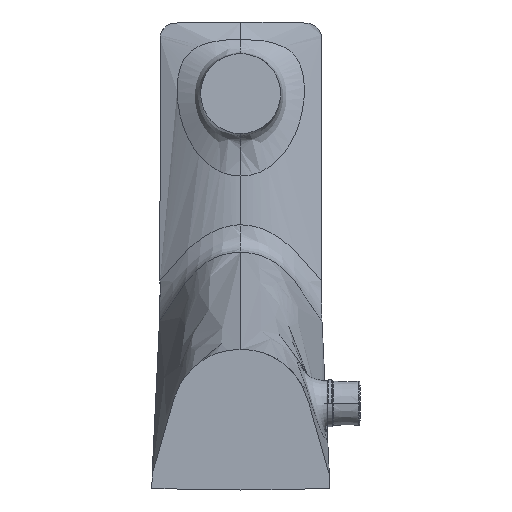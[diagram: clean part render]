
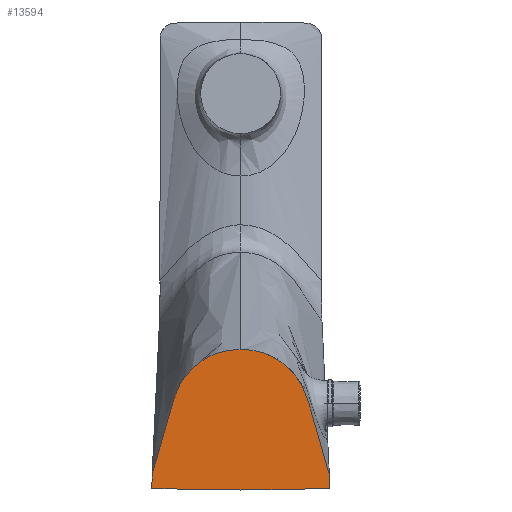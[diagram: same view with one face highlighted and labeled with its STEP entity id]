
A CAD part, front view. The second image highlights one B-rep face of the part: STEP entity #13594.
In plain terms, the highlighted planar face has unit normal (0, -1, 0).
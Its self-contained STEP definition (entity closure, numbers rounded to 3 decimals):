
#62 = CARTESIAN_POINT ( 'NONE',  ( -23.679, 0., 3.27 ) ) ;
#683 = CARTESIAN_POINT ( 'NONE',  ( 32.103, 0., -25.931 ) ) ;
#987 = CARTESIAN_POINT ( 'NONE',  ( 21.463, 0., -31.264 ) ) ;
#1432 = CARTESIAN_POINT ( 'NONE',  ( 23.109, 0., 4.489 ) ) ;
#1498 = CARTESIAN_POINT ( 'NONE',  ( 9.958, 0., 17.634 ) ) ;
#1614 = LINE ( 'NONE', #9601, #10594 ) ;
#1846 = CARTESIAN_POINT ( 'NONE',  ( -26.982, 0., -8.094 ) ) ;
#1891 = DIRECTION ( 'NONE',  ( -0.017, 0., 1. ) ) ;
#2639 = AXIS2_PLACEMENT_3D ( 'NONE', #2736, #8151, #20732 ) ;
#2736 = CARTESIAN_POINT ( 'NONE',  ( -5.185, 0., -11.189 ) ) ;
#2866 = B_SPLINE_CURVE_WITH_KNOTS ( 'NONE', 3,
 ( #9081, #12524, #14317, #3588, #16136, #5368, #17952, #7173, #19757, #8980, #21565, #10784, #62, #12595, #1846, #14390, #3663, #16213 ),
 .UNSPECIFIED., .F., .F.,
 ( 4, 3, 1, 1, 1, 1, 1, 1, 1, 1, 1, 1, 1, 4 ),
 ( 0., 0., 0.007, 0.013, 0.016, 0.02, 0.023, 0.025, 0.031, 0.035, 0.04, 0.045, 0.053, 0.06 ),
 .UNSPECIFIED. ) ;
#3079 = ORIENTED_EDGE ( 'NONE', *, *, #18972, .T. ) ;
#3166 = CARTESIAN_POINT ( 'NONE',  ( 30.713, 0., -21.045 ) ) ;
#3238 = CARTESIAN_POINT ( 'NONE',  ( 21.406, 0., 7.852 ) ) ;
#3313 = CARTESIAN_POINT ( 'NONE',  ( 8.156, 0., 18.293 ) ) ;
#3585 = CARTESIAN_POINT ( 'NONE',  ( -21.464, 0., -31.264 ) ) ;
#3588 = CARTESIAN_POINT ( 'NONE',  ( 0., 0., 19.493 ) ) ;
#3660 = VERTEX_POINT ( 'NONE', #16551 ) ;
#3663 = CARTESIAN_POINT ( 'NONE',  ( -31.202, 0., -22.785 ) ) ;
#4577 = B_SPLINE_CURVE_WITH_KNOTS ( 'NONE', 3,
 ( #18311, #22903, #3166, #15716, #4960, #17532, #6746, #19345, #8570, #21156, #10384, #22979, #12179, #1432, #13983, #3238, #15785, #5029, #17605, #6813, #19417, #8644, #21221, #10452, #23050, #12248, #1498, #14052, #3313, #15858, #5099, #17675, #6889, #19481 ),
 .UNSPECIFIED., .F., .F.,
 ( 4, 2, 2, 2, 2, 2, 2, 2, 2, 2, 2, 2, 2, 2, 2, 2, 4 ),
 ( 0., 0.008, 0.015, 0.019, 0.023, 0.027, 0.03, 0.034, 0.038, 0.042, 0.044, 0.046, 0.05, 0.051, 0.053, 0.057, 0.061 ),
 .UNSPECIFIED. ) ;
#4952 = EDGE_CURVE ( 'NONE', #7722, #22261, #5703, .T. ) ;
#4960 = CARTESIAN_POINT ( 'NONE',  ( 28.618, 0., -13.72 ) ) ;
#5029 = CARTESIAN_POINT ( 'NONE',  ( 19.128, 0., 10.927 ) ) ;
#5099 = CARTESIAN_POINT ( 'NONE',  ( 5.085, 0., 19.081 ) ) ;
#5368 = CARTESIAN_POINT ( 'NONE',  ( -5.523, 0., 19.156 ) ) ;
#5703 = LINE ( 'NONE', #14437, #15276 ) ;
#6746 = CARTESIAN_POINT ( 'NONE',  ( 27.218, 0., -8.837 ) ) ;
#6813 = CARTESIAN_POINT ( 'NONE',  ( 16.874, 0., 13.19 ) ) ;
#6889 = CARTESIAN_POINT ( 'NONE',  ( 1.282, 0., 19.492 ) ) ;
#7129 = ORIENTED_EDGE ( 'NONE', *, *, #8403, .F. ) ;
#7173 = CARTESIAN_POINT ( 'NONE',  ( -12.983, 0., 16.183 ) ) ;
#7722 = VERTEX_POINT ( 'NONE', #9195 ) ;
#7973 = CARTESIAN_POINT ( 'NONE',  ( 0., 0., -31.433 ) ) ;
#8151 = DIRECTION ( 'NONE',  ( 0., 1., 0. ) ) ;
#8403 = EDGE_CURVE ( 'NONE', #9936, #3660, #21155, .T. ) ;
#8570 = CARTESIAN_POINT ( 'NONE',  ( 26.193, 0., -5.168 ) ) ;
#8644 = CARTESIAN_POINT ( 'NONE',  ( 15.411, 0., 14.43 ) ) ;
#8980 = CARTESIAN_POINT ( 'NONE',  ( -17.17, 0., 12.941 ) ) ;
#9081 = CARTESIAN_POINT ( 'NONE',  ( 0., 0., 19.494 ) ) ;
#9195 = CARTESIAN_POINT ( 'NONE',  ( 32.19, 0., -30.932 ) ) ;
#9530 = ORIENTED_EDGE ( 'NONE', *, *, #17044, .T. ) ;
#9601 = CARTESIAN_POINT ( 'NONE',  ( -32.147, 0., -28.431 ) ) ;
#9936 = VERTEX_POINT ( 'NONE', #7973 ) ;
#10384 = CARTESIAN_POINT ( 'NONE',  ( 25.164, 0., -1.5 ) ) ;
#10452 = CARTESIAN_POINT ( 'NONE',  ( 13.355, 0., 15.913 ) ) ;
#10594 = VECTOR ( 'NONE', #20363, 1000. ) ;
#10642 = CARTESIAN_POINT ( 'NONE',  ( 0., 0., -31.433 ) ) ;
#10708 = CARTESIAN_POINT ( 'NONE',  ( -10.734, 0., -31.442 ) ) ;
#10784 = CARTESIAN_POINT ( 'NONE',  ( -21.631, 0., 7.766 ) ) ;
#11387 = ORIENTED_EDGE ( 'NONE', *, *, #14903, .T. ) ;
#11432 = FACE_OUTER_BOUND ( 'NONE', #18258, .T. ) ;
#12179 = CARTESIAN_POINT ( 'NONE',  ( 24.015, 0., 2.133 ) ) ;
#12248 = CARTESIAN_POINT ( 'NONE',  ( 10.547, 0., 17.38 ) ) ;
#12524 = CARTESIAN_POINT ( 'NONE',  ( 0., 0., 19.493 ) ) ;
#12595 = CARTESIAN_POINT ( 'NONE',  ( -25.182, 0., -1.45 ) ) ;
#13440 = B_SPLINE_CURVE_WITH_KNOTS ( 'NONE', 3,
 ( #18739, #20701, #987, #13537 ),
 .UNSPECIFIED., .F., .F.,
 ( 4, 4 ),
 ( 0., 0.032 ),
 .UNSPECIFIED. ) ;
#13537 = CARTESIAN_POINT ( 'NONE',  ( 32.19, 0., -30.932 ) ) ;
#13594 = ADVANCED_FACE ( 'NONE', ( #11432 ), #15279, .F. ) ;
#13983 = CARTESIAN_POINT ( 'NONE',  ( 22.603, 0., 5.641 ) ) ;
#14052 = CARTESIAN_POINT ( 'NONE',  ( 8.76, 0., 18.091 ) ) ;
#14317 = CARTESIAN_POINT ( 'NONE',  ( 0., 0., 19.493 ) ) ;
#14390 = CARTESIAN_POINT ( 'NONE',  ( -29.306, 0., -16.045 ) ) ;
#14437 = CARTESIAN_POINT ( 'NONE',  ( 32.146, 0., -28.431 ) ) ;
#14548 = CARTESIAN_POINT ( 'NONE',  ( 0., 0., 19.494 ) ) ;
#14903 = EDGE_CURVE ( 'NONE', #9936, #7722, #13440, .T. ) ;
#15276 = VECTOR ( 'NONE', #1891, 1000. ) ;
#15279 = PLANE ( 'NONE',  #2639 ) ;
#15716 = CARTESIAN_POINT ( 'NONE',  ( 29.323, 0., -16.159 ) ) ;
#15785 = CARTESIAN_POINT ( 'NONE',  ( 20.712, 0., 8.909 ) ) ;
#15858 = CARTESIAN_POINT ( 'NONE',  ( 6.327, 0., 18.825 ) ) ;
#16132 = CARTESIAN_POINT ( 'NONE',  ( -32.191, 0., -30.932 ) ) ;
#16136 = CARTESIAN_POINT ( 'NONE',  ( -1.971, 0., 19.493 ) ) ;
#16213 = CARTESIAN_POINT ( 'NONE',  ( -32.104, 0., -25.931 ) ) ;
#16551 = CARTESIAN_POINT ( 'NONE',  ( -32.191, 0., -30.932 ) ) ;
#16873 = ORIENTED_EDGE ( 'NONE', *, *, #4952, .T. ) ;
#17044 = EDGE_CURVE ( 'NONE', #23066, #3660, #1614, .T. ) ;
#17274 = ORIENTED_EDGE ( 'NONE', *, *, #18581, .T. ) ;
#17532 = CARTESIAN_POINT ( 'NONE',  ( 27.567, 0., -10.058 ) ) ;
#17605 = CARTESIAN_POINT ( 'NONE',  ( 18.263, 0., 11.867 ) ) ;
#17675 = CARTESIAN_POINT ( 'NONE',  ( 2.565, 0., 19.414 ) ) ;
#17952 = CARTESIAN_POINT ( 'NONE',  ( -9.752, 0., 17.823 ) ) ;
#18078 = VERTEX_POINT ( 'NONE', #14548 ) ;
#18258 = EDGE_LOOP ( 'NONE', ( #11387, #16873, #17274, #3079, #9530, #7129 ) ) ;
#18311 = CARTESIAN_POINT ( 'NONE',  ( 32.103, 0., -25.931 ) ) ;
#18581 = EDGE_CURVE ( 'NONE', #22261, #18078, #4577, .T. ) ;
#18739 = CARTESIAN_POINT ( 'NONE',  ( 0., 0., -31.433 ) ) ;
#18972 = EDGE_CURVE ( 'NONE', #18078, #23066, #2866, .T. ) ;
#19345 = CARTESIAN_POINT ( 'NONE',  ( 26.53, 0., -6.392 ) ) ;
#19417 = CARTESIAN_POINT ( 'NONE',  ( 16.394, 0., 13.617 ) ) ;
#19481 = CARTESIAN_POINT ( 'NONE',  ( 0., 0., 19.494 ) ) ;
#19757 = CARTESIAN_POINT ( 'NONE',  ( -15.272, 0., 14.596 ) ) ;
#20363 = DIRECTION ( 'NONE',  ( -0.017, 0., -1. ) ) ;
#20701 = CARTESIAN_POINT ( 'NONE',  ( 10.733, 0., -31.442 ) ) ;
#20732 = DIRECTION ( 'NONE',  ( -1., 0., 0. ) ) ;
#21155 = B_SPLINE_CURVE_WITH_KNOTS ( 'NONE', 3,
 ( #10642, #10708, #3585, #16132 ),
 .UNSPECIFIED., .F., .F.,
 ( 4, 4 ),
 ( 0., 0.032 ),
 .UNSPECIFIED. ) ;
#21156 = CARTESIAN_POINT ( 'NONE',  ( 25.511, 0., -2.721 ) ) ;
#21221 = CARTESIAN_POINT ( 'NONE',  ( 14.907, 0., 14.817 ) ) ;
#21565 = CARTESIAN_POINT ( 'NONE',  ( -19.354, 0., 10.74 ) ) ;
#22261 = VERTEX_POINT ( 'NONE', #683 ) ;
#22655 = CARTESIAN_POINT ( 'NONE',  ( -32.104, 0., -25.931 ) ) ;
#22903 = CARTESIAN_POINT ( 'NONE',  ( 31.404, 0., -23.489 ) ) ;
#22979 = CARTESIAN_POINT ( 'NONE',  ( 24.416, 0., 0.927 ) ) ;
#23050 = CARTESIAN_POINT ( 'NONE',  ( 12.266, 0., 16.555 ) ) ;
#23066 = VERTEX_POINT ( 'NONE', #22655 ) ;
